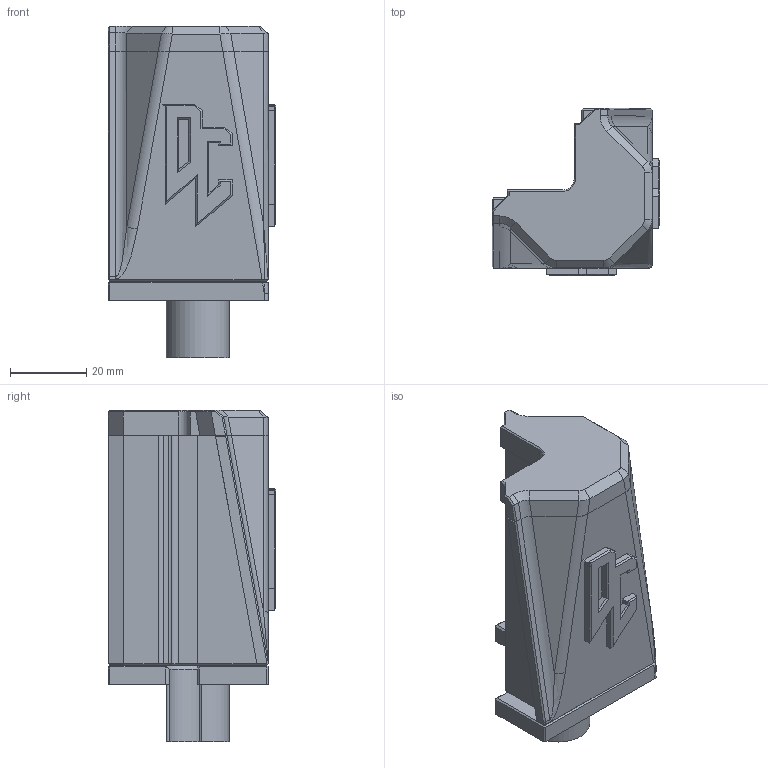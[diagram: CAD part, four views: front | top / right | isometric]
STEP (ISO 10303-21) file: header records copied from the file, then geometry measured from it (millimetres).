
FILE_DESCRIPTION(/* description */ (''),/* implementation_level */ '2;1');
FILE_NAME(/* name */ 'DoomUpperCornerAssemblyWithLogo.step',/* time_stamp */ '2021-01-05T23:25:06-08:00',/* author */ (''),/* organization */ (''),/* preprocessor_version */ 'ST-DEVELOPER v18.1',/* originating_system */ 'Autodesk Translation Framework v9.7.1.1290',/* authorisation */ '');
FILE_SCHEMA (('AUTOMOTIVE_DESIGN { 1 0 10303 214 3 1 1 }'));
Length unit declared in the file: millimetre
Products named in the file (4): DoomUpperCornerAssembly1; Upper Corner Accent v1; Upper Corner Skirt accent v1; Upper Corners v4
Assembly tree (3 placements, depth 2):
  DoomUpperCornerAssembly1
    Upper Corner Accent v1
    Upper Corner Skirt accent v1
    Upper Corners v4
Bounding box: 44 x 44 x 87 mm (x, y, z)
Volume: 60569.5 mm3; surface area: 25733.6 mm2
Topology: 5 solids, 5 shells, 305 faces, 718 edges, 437 vertices
Faces by surface type: plane 217, cylinder 53, cone 19, bspline 16
Full cylindrical faces by diameter (mm): 3 x4, 3.18 x4, 5.5 x3, 5.8 x3, 6.1 x4, 9.5 x3
Entity records: 9632 total; most frequent: CARTESIAN_POINT 2548, ORIENTED_EDGE 1434, DIRECTION 1399, EDGE_CURVE 717, LINE 567, VECTOR 567, VERTEX_POINT 437, AXIS2_PLACEMENT_3D 416
